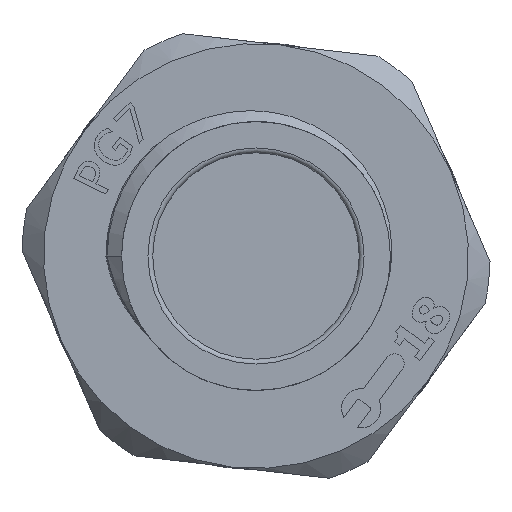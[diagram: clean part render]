
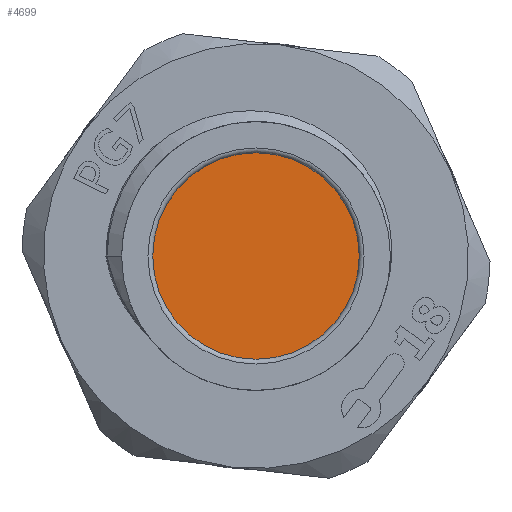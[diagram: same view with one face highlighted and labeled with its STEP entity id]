
A CAD part, front view. The second image highlights one B-rep face of the part: STEP entity #4699.
In plain terms, the highlighted planar face has unit normal (0, -1, 0).
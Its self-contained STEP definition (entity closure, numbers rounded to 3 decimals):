
#254=PLANE('',#4986);
#532=FACE_OUTER_BOUND('',#799,.T.);
#799=EDGE_LOOP('',(#4201));
#895=CIRCLE('',#4983,4.3);
#2223=VERTEX_POINT('',#17860);
#2874=EDGE_CURVE('',#2223,#2223,#895,.T.);
#4201=ORIENTED_EDGE('',*,*,#2874,.F.);
#4699=ADVANCED_FACE('',(#532),#254,.F.);
#4983=AXIS2_PLACEMENT_3D('',#17861,#5857,#5858);
#4986=AXIS2_PLACEMENT_3D('',#18179,#5865,#5866);
#5857=DIRECTION('center_axis',(0.,1.,0.));
#5858=DIRECTION('ref_axis',(-1.,0.,0.));
#5865=DIRECTION('center_axis',(0.,1.,0.));
#5866=DIRECTION('ref_axis',(0.,0.,1.));
#17860=CARTESIAN_POINT('',(4.3,0.8,0.));
#17861=CARTESIAN_POINT('Origin',(0.,0.8,0.));
#18179=CARTESIAN_POINT('Origin',(0.,0.8,
0.));
